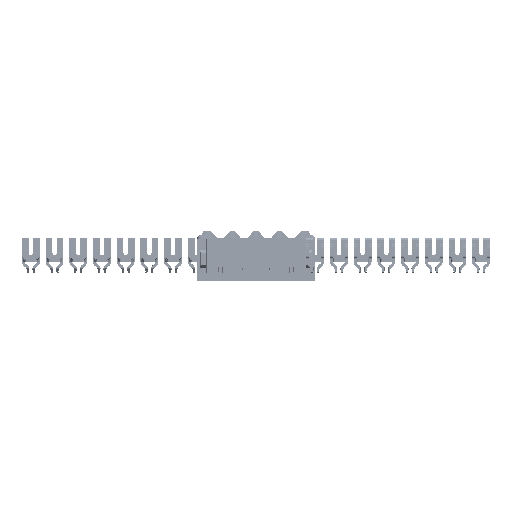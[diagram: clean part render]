
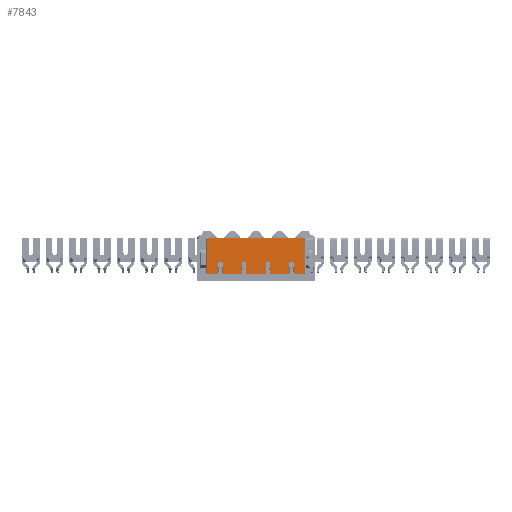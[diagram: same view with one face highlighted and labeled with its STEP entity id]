
A CAD part, front view. The second image highlights one B-rep face of the part: STEP entity #7843.
In plain terms, the highlighted face is planar.
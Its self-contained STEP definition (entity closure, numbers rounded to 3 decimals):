
#367=LINE('',#17914,#1304);
#372=LINE('',#17924,#1309);
#375=LINE('',#17930,#1312);
#747=LINE('',#18784,#1684);
#749=LINE('',#18788,#1686);
#751=LINE('',#18792,#1688);
#753=LINE('',#18796,#1690);
#755=LINE('',#18800,#1692);
#757=LINE('',#18804,#1694);
#759=LINE('',#18808,#1696);
#761=LINE('',#18812,#1698);
#763=LINE('',#18816,#1700);
#765=LINE('',#18820,#1702);
#767=LINE('',#18824,#1704);
#769=LINE('',#18828,#1706);
#771=LINE('',#18832,#1708);
#772=LINE('',#18834,#1709);
#773=LINE('',#18836,#1710);
#774=LINE('',#18838,#1711);
#775=LINE('',#18840,#1712);
#1304=VECTOR('',#9192,1000.);
#1309=VECTOR('',#9201,1000.);
#1312=VECTOR('',#9208,1000.);
#1684=VECTOR('',#10006,1000.);
#1686=VECTOR('',#10010,1000.);
#1688=VECTOR('',#10014,1000.);
#1690=VECTOR('',#10018,1000.);
#1692=VECTOR('',#10022,1000.);
#1694=VECTOR('',#10026,1000.);
#1696=VECTOR('',#10030,1000.);
#1698=VECTOR('',#10034,1000.);
#1700=VECTOR('',#10038,1000.);
#1702=VECTOR('',#10042,1000.);
#1704=VECTOR('',#10046,1000.);
#1706=VECTOR('',#10050,1000.);
#1708=VECTOR('',#10054,1000.);
#1709=VECTOR('',#10057,1000.);
#1710=VECTOR('',#10060,1000.);
#1711=VECTOR('',#10063,1000.);
#1712=VECTOR('',#10066,1000.);
#3600=ORIENTED_EDGE('',*,*,#4746,.F.);
#3601=ORIENTED_EDGE('',*,*,#5209,.F.);
#3602=ORIENTED_EDGE('',*,*,#5208,.T.);
#3603=ORIENTED_EDGE('',*,*,#5207,.F.);
#3604=ORIENTED_EDGE('',*,*,#5206,.T.);
#3605=ORIENTED_EDGE('',*,*,#5205,.F.);
#3606=ORIENTED_EDGE('',*,*,#5203,.F.);
#3607=ORIENTED_EDGE('',*,*,#5201,.F.);
#3608=ORIENTED_EDGE('',*,*,#5199,.F.);
#3609=ORIENTED_EDGE('',*,*,#5197,.F.);
#3610=ORIENTED_EDGE('',*,*,#5195,.F.);
#3611=ORIENTED_EDGE('',*,*,#5193,.F.);
#3612=ORIENTED_EDGE('',*,*,#5191,.F.);
#3613=ORIENTED_EDGE('',*,*,#5189,.F.);
#3614=ORIENTED_EDGE('',*,*,#5187,.F.);
#3615=ORIENTED_EDGE('',*,*,#5185,.F.);
#3616=ORIENTED_EDGE('',*,*,#5183,.F.);
#3617=ORIENTED_EDGE('',*,*,#5181,.F.);
#3618=ORIENTED_EDGE('',*,*,#4749,.F.);
#3619=ORIENTED_EDGE('',*,*,#4741,.F.);
#4741=EDGE_CURVE('',#5827,#5828,#367,.T.);
#4746=EDGE_CURVE('',#5830,#5827,#372,.T.);
#4749=EDGE_CURVE('',#5828,#5832,#375,.T.);
#5181=EDGE_CURVE('',#5832,#6101,#747,.T.);
#5183=EDGE_CURVE('',#6101,#6102,#749,.T.);
#5185=EDGE_CURVE('',#6102,#6103,#751,.T.);
#5187=EDGE_CURVE('',#6103,#6104,#753,.T.);
#5189=EDGE_CURVE('',#6104,#6105,#755,.T.);
#5191=EDGE_CURVE('',#6105,#6106,#757,.T.);
#5193=EDGE_CURVE('',#6106,#6107,#759,.T.);
#5195=EDGE_CURVE('',#6107,#6108,#761,.T.);
#5197=EDGE_CURVE('',#6108,#6109,#763,.T.);
#5199=EDGE_CURVE('',#6109,#6110,#765,.T.);
#5201=EDGE_CURVE('',#6110,#6111,#767,.T.);
#5203=EDGE_CURVE('',#6111,#6112,#769,.T.);
#5205=EDGE_CURVE('',#6112,#5970,#771,.T.);
#5206=EDGE_CURVE('',#6087,#5970,#772,.T.);
#5207=EDGE_CURVE('',#6087,#6085,#773,.T.);
#5208=EDGE_CURVE('',#6099,#6085,#774,.T.);
#5209=EDGE_CURVE('',#6099,#5830,#775,.T.);
#5827=VERTEX_POINT('',#17913);
#5828=VERTEX_POINT('',#17915);
#5830=VERTEX_POINT('',#17923);
#5832=VERTEX_POINT('',#17931);
#5970=VERTEX_POINT('',#18290);
#6085=VERTEX_POINT('',#18712);
#6087=VERTEX_POINT('',#18718);
#6099=VERTEX_POINT('',#18773);
#6101=VERTEX_POINT('',#18785);
#6102=VERTEX_POINT('',#18789);
#6103=VERTEX_POINT('',#18793);
#6104=VERTEX_POINT('',#18797);
#6105=VERTEX_POINT('',#18801);
#6106=VERTEX_POINT('',#18805);
#6107=VERTEX_POINT('',#18809);
#6108=VERTEX_POINT('',#18813);
#6109=VERTEX_POINT('',#18817);
#6110=VERTEX_POINT('',#18821);
#6111=VERTEX_POINT('',#18825);
#6112=VERTEX_POINT('',#18829);
#6720=EDGE_LOOP('',(#3600,#3601,#3602,#3603,#3604,#3605,#3606,#3607,#3608,
#3609,#3610,#3611,#3612,#3613,#3614,#3615,#3616,#3617,#3618,#3619));
#7131=FACE_BOUND('',#6720,.T.);
#7488=PLANE('',#8440);
#7843=ADVANCED_FACE('',(#7131),#7488,.T.);
#8440=AXIS2_PLACEMENT_3D('',#18841,#10067,#10068);
#9192=DIRECTION('',(1.,0.,0.));
#9201=DIRECTION('',(0.,0.,1.));
#9208=DIRECTION('',(0.,0.,-1.));
#10006=DIRECTION('',(1.,0.,0.));
#10010=DIRECTION('',(0.,0.,1.));
#10014=DIRECTION('',(1.,0.,0.));
#10018=DIRECTION('',(0.,0.,-1.));
#10022=DIRECTION('',(1.,0.,0.));
#10026=DIRECTION('',(0.,0.,1.));
#10030=DIRECTION('',(1.,0.,0.));
#10034=DIRECTION('',(0.,0.,-1.));
#10038=DIRECTION('',(1.,0.,0.));
#10042=DIRECTION('',(0.,0.,1.));
#10046=DIRECTION('',(1.,0.,0.));
#10050=DIRECTION('',(0.,0.,-1.));
#10054=DIRECTION('',(1.,0.,0.));
#10057=DIRECTION('',(0.,0.,-1.));
#10060=DIRECTION('',(-1.,0.,0.));
#10063=DIRECTION('',(0.,0.,1.));
#10066=DIRECTION('',(1.,0.,0.));
#10067=DIRECTION('',(0.,1.,0.));
#10068=DIRECTION('',(0.,0.,1.));
#17913=CARTESIAN_POINT('',(-1.275,2.9,-0.2));
#17914=CARTESIAN_POINT('',(0.,2.9,-0.2));
#17915=CARTESIAN_POINT('',(-1.125,2.9,-0.2));
#17923=CARTESIAN_POINT('',(-1.275,2.9,-0.6));
#17924=CARTESIAN_POINT('',(-1.275,2.9,-0.6));
#17930=CARTESIAN_POINT('',(-1.125,2.9,-0.2));
#17931=CARTESIAN_POINT('',(-1.125,2.9,-0.6));
#18290=CARTESIAN_POINT('',(1.64,2.9,-0.6));
#18712=CARTESIAN_POINT('',(-1.64,2.9,0.6));
#18718=CARTESIAN_POINT('',(1.64,2.9,0.6));
#18773=CARTESIAN_POINT('',(-1.64,2.9,-0.6));
#18784=CARTESIAN_POINT('',(0.,2.9,-0.6));
#18785=CARTESIAN_POINT('',(-0.475,2.9,-0.6));
#18788=CARTESIAN_POINT('',(-0.475,2.9,-0.6));
#18789=CARTESIAN_POINT('',(-0.475,2.9,-0.2));
#18792=CARTESIAN_POINT('',(0.,2.9,-0.2));
#18793=CARTESIAN_POINT('',(-0.325,2.9,-0.2));
#18796=CARTESIAN_POINT('',(-0.325,2.9,-0.2));
#18797=CARTESIAN_POINT('',(-0.325,2.9,-0.6));
#18800=CARTESIAN_POINT('',(0.,2.9,-0.6));
#18801=CARTESIAN_POINT('',(0.325,2.9,-0.6));
#18804=CARTESIAN_POINT('',(0.325,2.9,-0.6));
#18805=CARTESIAN_POINT('',(0.325,2.9,-0.2));
#18808=CARTESIAN_POINT('',(0.,2.9,-0.2));
#18809=CARTESIAN_POINT('',(0.475,2.9,-0.2));
#18812=CARTESIAN_POINT('',(0.475,2.9,-0.2));
#18813=CARTESIAN_POINT('',(0.475,2.9,-0.6));
#18816=CARTESIAN_POINT('',(0.,2.9,-0.6));
#18817=CARTESIAN_POINT('',(1.125,2.9,-0.6));
#18820=CARTESIAN_POINT('',(1.125,2.9,-0.6));
#18821=CARTESIAN_POINT('',(1.125,2.9,-0.2));
#18824=CARTESIAN_POINT('',(1.275,2.9,-0.2));
#18825=CARTESIAN_POINT('',(1.275,2.9,-0.2));
#18828=CARTESIAN_POINT('',(1.275,2.9,-0.2));
#18829=CARTESIAN_POINT('',(1.275,2.9,-0.6));
#18832=CARTESIAN_POINT('',(0.,2.9,-0.6));
#18834=CARTESIAN_POINT('',(1.64,2.9,0.));
#18836=CARTESIAN_POINT('',(0.,2.9,0.6));
#18838=CARTESIAN_POINT('',(-1.64,2.9,0.));
#18840=CARTESIAN_POINT('',(0.,2.9,-0.6));
#18841=CARTESIAN_POINT('',(0.,2.9,0.));
